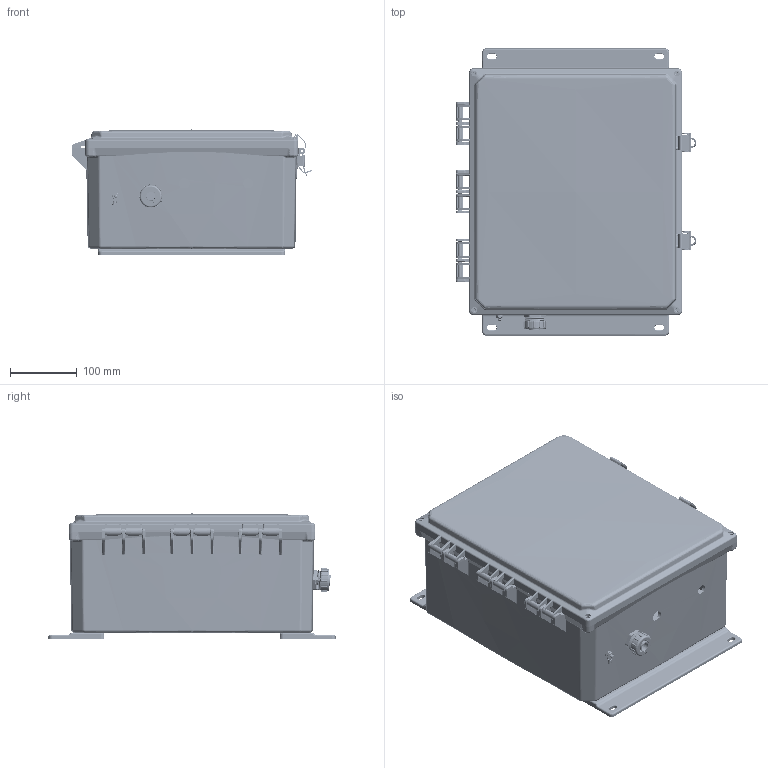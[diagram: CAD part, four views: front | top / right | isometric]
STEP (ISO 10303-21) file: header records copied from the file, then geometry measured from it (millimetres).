
FILE_DESCRIPTION (( 'STEP AP214' ), '1' );
FILE_NAME ('TEBWPC141206-E00.step', '2020-06-13T15:22:01', ( '' ), ( '' ), 'SwSTEP 2.0', 'SolidWorks 2018', '' );
FILE_SCHEMA (( 'AUTOMOTIVE_DESIGN' ));
Length unit declared in the file: inch
Products named in the file (30): NBBPC141206_12IN-MNT-FLANGE; XF797-02; XNBBWPC141206-01; XFS-0026; XFW-0002; MJSCVR; NBBPC141206_box assy; NBBWPC141206; XF1056-01; NBPC14-W-LID; XFS-0067_XFS-0067; TEBWPC141206-E00; XCTB-0002; XMH-0007; NBBPC141206_Box; XFN-0003; XMH-0041; NBBPC141206_Latch; Integra-Upper Insert; Integra-Bottom Insert; XFN-0013; XFS-0059; XFS-0032_91735A151; XFS-0017; 1AM07-189; XCT-0011; XFS-0020_91735A827; XCT-0010; XCT-0005; XC-0003
Assembly tree (55 placements, depth 5):
  TEBWPC141206-E00
    XNBBWPC141206-01
      NBBWPC141206
        NBBPC141206_box assy
          NBBPC141206_Box
          Integra-Upper Insert  x4
          Integra-Bottom Insert  x4
        NBPC14-W-LID
        NBBPC141206_Latch  x2
        NBBPC141206_12IN-MNT-FLANGE  x2
    XFS-0026
    XFW-0002  x5
    XFN-0003  x2
    XCT-0005
    XCT-0010
    XC-0003
    XF1056-01
    XMH-0007  x4
    XFS-0020_91735A827  x4
    XMH-0041
    XFS-0059  x2
    XFS-0032_91735A151  x2
    XCTB-0002
    XFN-0013  x2
    XF797-02
    XFS-0017  x4
    MJSCVR  x2
    1AM07-189
    XFS-0067_XFS-0067
    XCT-0011
Bounding box: 360.69 x 430.53 x 187.45 mm (x, y, z)
Volume: 1254206.8 mm3; surface area: 1376514.9 mm2
Topology: 57 solids, 63 shells, 8940 faces, 22249 edges, 13252 vertices
Faces by surface type: cylinder 3013, plane 2344, cone 1713, bspline 1604, torus 228, sphere 38
Entity records: 294424 total; most frequent: CARTESIAN_POINT 149206, ORIENTED_EDGE 29626, DIRECTION 23221, EDGE_CURVE 14821, VERTEX_POINT 9002, AXIS2_PLACEMENT_3D 8386, LINE 6449, VECTOR 6449
